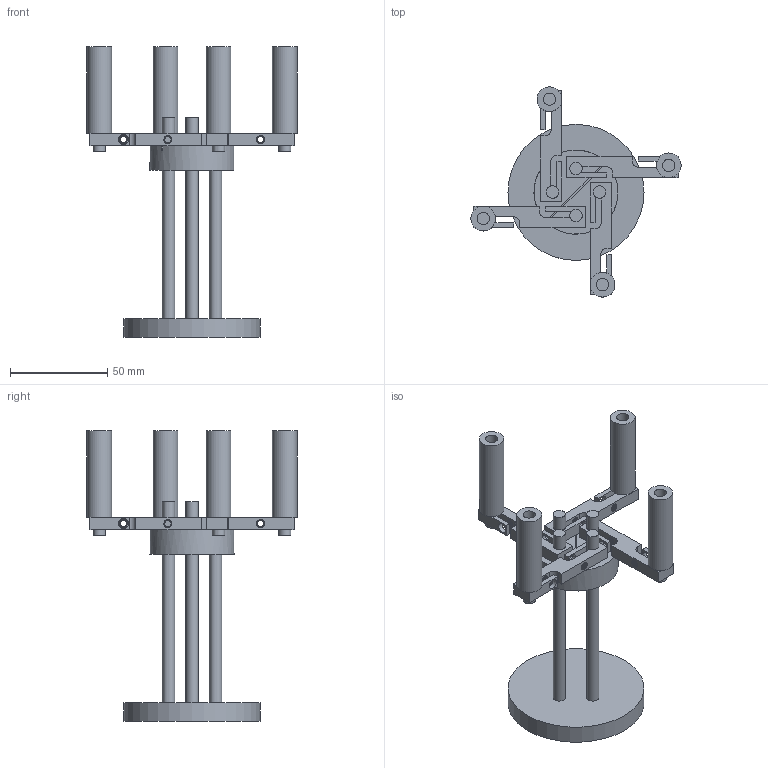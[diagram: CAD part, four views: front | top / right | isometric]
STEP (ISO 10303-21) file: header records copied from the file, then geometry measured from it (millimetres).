
FILE_DESCRIPTION(/* description */ (''),/* implementation_level */ '2;1');
FILE_NAME(/* name */ 'NewEvaporatorFeedthrough v19.step',/* time_stamp */ '2016-07-27T15:50:35-07:00',/* author */ (''),/* organization */ (''),/* preprocessor_version */ 'ST-DEVELOPER v16.5',/* originating_system */ 'Autodesk Translation Framework v5.1.0.3141',/* authorisation */ '');
FILE_SCHEMA (('AUTOMOTIVE_DESIGN { 1 0 10303 214 3 1 1 }'));
Length unit declared in the file: centimetre
Products named in the file (5): NewEvaporatorFeedthrough v19; Spacer; Feedthrough; Arm; Post
Assembly tree (10 placements, depth 2):
  NewEvaporatorFeedthrough v19
    Spacer
    Feedthrough
    Arm  x4
    Post  x4
Bounding box: 107.95 x 107.95 x 149.1 mm (x, y, z)
Volume: 100524.9 mm3; surface area: 43026.6 mm2
Topology: 10 solids, 10 shells, 166 faces, 402 edges, 268 vertices
Faces by surface type: plane 92, cylinder 58, bspline 16
Full cylindrical faces by diameter (mm): 5.08 x8, 6.35 x12, 12.7 x4, 43.18 x1, 69.85 x1
Entity records: 3321 total; most frequent: CARTESIAN_POINT 1986, DIRECTION 268, ORIENTED_EDGE 222, EDGE_CURVE 111, AXIS2_PLACEMENT_3D 107, VERTEX_POINT 81, EDGE_LOOP 80, FACE_OUTER_BOUND 55
